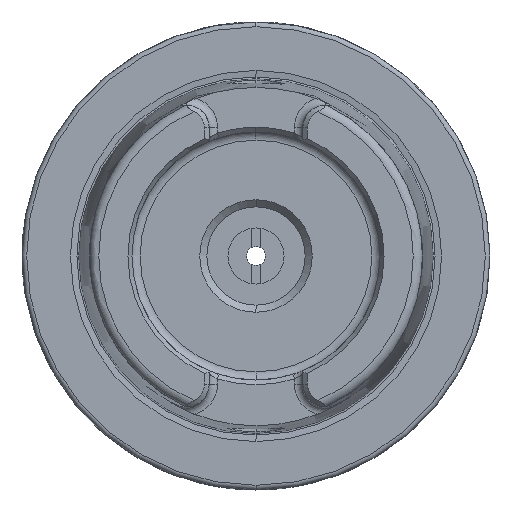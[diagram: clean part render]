
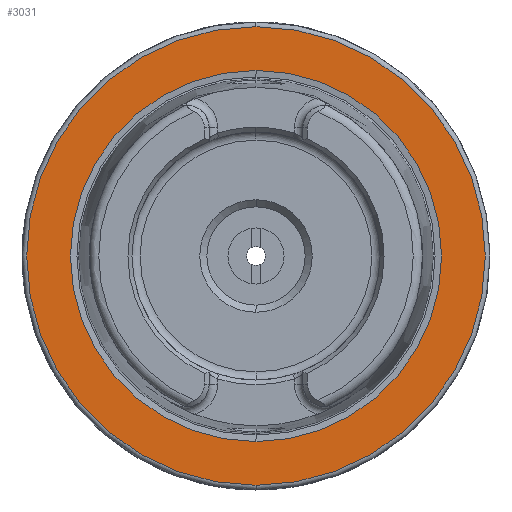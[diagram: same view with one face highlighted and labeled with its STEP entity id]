
A CAD part, left-side view. The second image highlights one B-rep face of the part: STEP entity #3031.
In plain terms, the highlighted planar face has unit normal (-1, 0, 0).
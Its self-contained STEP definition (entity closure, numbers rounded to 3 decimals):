
#129 = DIRECTION ( 'NONE',  ( 0., 0., -1. ) ) ;
#226 = DIRECTION ( 'NONE',  ( -1., 0., 0. ) ) ;
#278 = PLANE ( 'NONE',  #6295 ) ;
#513 = CIRCLE ( 'NONE', #7704, 39.647 ) ;
#652 = EDGE_LOOP ( 'NONE', ( #2438, #7542 ) ) ;
#1008 = CARTESIAN_POINT ( 'NONE',  ( 0., 0., 39.647 ) ) ;
#1116 = FACE_BOUND ( 'NONE', #6528, .T. ) ;
#1254 = DIRECTION ( 'NONE',  ( 0., 0., -1. ) ) ;
#1547 = CARTESIAN_POINT ( 'NONE',  ( 0., 0., 0. ) ) ;
#1661 = EDGE_CURVE ( 'NONE', #4431, #6170, #2135, .T. ) ;
#1818 = CARTESIAN_POINT ( 'NONE',  ( 0., 39.647, 0. ) ) ;
#1877 = DIRECTION ( 'NONE',  ( 0., 0., -1. ) ) ;
#2016 = EDGE_CURVE ( 'NONE', #8927, #3968, #513, .T. ) ;
#2135 = CIRCLE ( 'NONE', #9300, 49. ) ;
#2295 = DIRECTION ( 'NONE',  ( 0., 0., -1. ) ) ;
#2438 = ORIENTED_EDGE ( 'NONE', *, *, #8433, .F. ) ;
#2493 = EDGE_CURVE ( 'NONE', #3968, #8927, #5044, .T. ) ;
#3010 = CARTESIAN_POINT ( 'NONE',  ( 0., 0., 0. ) ) ;
#3031 = ADVANCED_FACE ( 'NONE', ( #1116, #5526 ), #278, .T. ) ;
#3469 = DIRECTION ( 'NONE',  ( 1., 0., 0. ) ) ;
#3488 = DIRECTION ( 'NONE',  ( 1., 0., 0. ) ) ;
#3790 = CARTESIAN_POINT ( 'NONE',  ( 0., 0., -49. ) ) ;
#3871 = ORIENTED_EDGE ( 'NONE', *, *, #2016, .T. ) ;
#3968 = VERTEX_POINT ( 'NONE', #6676 ) ;
#4431 = VERTEX_POINT ( 'NONE', #5977 ) ;
#4619 = DIRECTION ( 'NONE',  ( 1., 0., 0. ) ) ;
#4691 = DIRECTION ( 'NONE',  ( 0., 0., 1. ) ) ;
#5044 = CIRCLE ( 'NONE', #8021, 39.647 ) ;
#5116 = AXIS2_PLACEMENT_3D ( 'NONE', #8520, #3488, #1877 ) ;
#5411 = CIRCLE ( 'NONE', #5116, 49. ) ;
#5526 = FACE_OUTER_BOUND ( 'NONE', #652, .T. ) ;
#5977 = CARTESIAN_POINT ( 'NONE',  ( 0., 0., 49. ) ) ;
#6170 = VERTEX_POINT ( 'NONE', #3790 ) ;
#6290 = ORIENTED_EDGE ( 'NONE', *, *, #2493, .T. ) ;
#6295 = AXIS2_PLACEMENT_3D ( 'NONE', #1818, #226, #4691 ) ;
#6347 = CARTESIAN_POINT ( 'NONE',  ( 0., 0., 0. ) ) ;
#6528 = EDGE_LOOP ( 'NONE', ( #3871, #6290 ) ) ;
#6676 = CARTESIAN_POINT ( 'NONE',  ( 0., 0., -39.647 ) ) ;
#6838 = DIRECTION ( 'NONE',  ( 1., 0., 0. ) ) ;
#7542 = ORIENTED_EDGE ( 'NONE', *, *, #1661, .F. ) ;
#7704 = AXIS2_PLACEMENT_3D ( 'NONE', #3010, #6838, #129 ) ;
#8021 = AXIS2_PLACEMENT_3D ( 'NONE', #6347, #3469, #1254 ) ;
#8433 = EDGE_CURVE ( 'NONE', #6170, #4431, #5411, .T. ) ;
#8520 = CARTESIAN_POINT ( 'NONE',  ( 0., 0., 0. ) ) ;
#8927 = VERTEX_POINT ( 'NONE', #1008 ) ;
#9300 = AXIS2_PLACEMENT_3D ( 'NONE', #1547, #4619, #2295 ) ;
